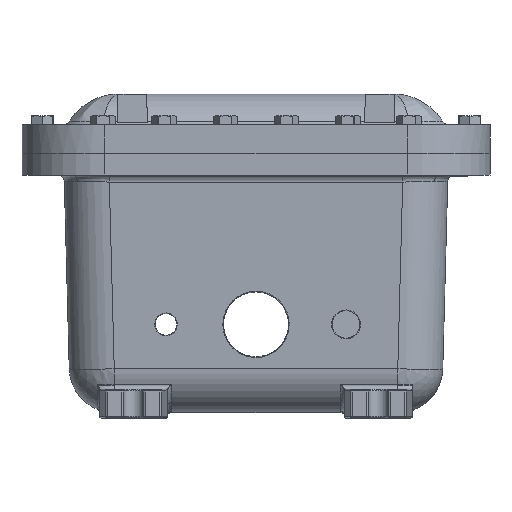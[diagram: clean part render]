
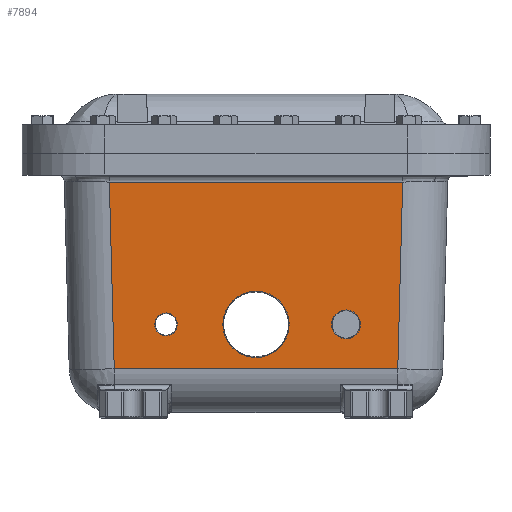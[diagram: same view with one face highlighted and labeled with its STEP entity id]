
A CAD part, front view. The second image highlights one B-rep face of the part: STEP entity #7894.
In plain terms, the highlighted face is planar.
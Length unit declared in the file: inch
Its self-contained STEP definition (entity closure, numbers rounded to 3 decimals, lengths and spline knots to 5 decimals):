
#41 = VECTOR ( 'NONE', #7306, 39.37008 ) ;
#168 = CARTESIAN_POINT ( 'NONE',  ( -12.48512, -4.92316, -7.4784 ) ) ;
#253 = DIRECTION ( 'NONE',  ( 0.026, -0.026, -0.999 ) ) ;
#326 = VERTEX_POINT ( 'NONE', #16771 ) ;
#385 =( BOUNDED_CURVE ( )  B_SPLINE_CURVE ( 3, ( #11802, #562, #14263, #760 ),
 .UNSPECIFIED., .F., .F. ) 
 B_SPLINE_CURVE_WITH_KNOTS ( ( 4, 4 ),
 ( 3.14159, 6.28319 ),
 .UNSPECIFIED. ) 
 CURVE ( )  GEOMETRIC_REPRESENTATION_ITEM ( )  RATIONAL_B_SPLINE_CURVE ( ( 1., 0.333, 0.333, 1. ) ) 
 REPRESENTATION_ITEM ( '' )  );
#562 = CARTESIAN_POINT ( 'NONE',  ( -12.51239, -4.12538, -6.4373 ) ) ;
#701 = ORIENTED_EDGE ( 'NONE', *, *, #24501, .F. ) ;
#751 = VERTEX_POINT ( 'NONE', #20863 ) ;
#760 = CARTESIAN_POINT ( 'NONE',  ( -12.53858, -3.125, -5.43692 ) ) ;
#1748 = DIRECTION ( 'NONE',  ( -1., 0., -0.026 ) ) ;
#2687 = EDGE_CURVE ( 'NONE', #6636, #26849, #23989, .T. ) ;
#2804 = VERTEX_POINT ( 'NONE', #19290 ) ;
#3593 = VERTEX_POINT ( 'NONE', #8630 ) ;
#4079 = EDGE_LOOP ( 'NONE', ( #25512, #10506, #5929, #19919 ) ) ;
#4278 = CARTESIAN_POINT ( 'NONE',  ( -12.53584, 3.125, -5.54165 ) ) ;
#4575 = EDGE_CURVE ( 'NONE', #26849, #7294, #27416, .T. ) ;
#4605 = EDGE_LOOP ( 'NONE', ( #10338, #11928 ) ) ;
#5703 = EDGE_CURVE ( 'NONE', #326, #751, #10682, .T. ) ;
#5929 = ORIENTED_EDGE ( 'NONE', *, *, #19435, .T. ) ;
#6422 = CARTESIAN_POINT ( 'NONE',  ( -12.65494, 6.6875, -0.99346 ) ) ;
#6495 = CARTESIAN_POINT ( 'NONE',  ( -12.53584, 3.125, -5.54165 ) ) ;
#6507 = CARTESIAN_POINT ( 'NONE',  ( -12.53858, -3.125, -5.43692 ) ) ;
#6636 = VERTEX_POINT ( 'NONE', #21415 ) ;
#6779 = EDGE_CURVE ( 'NONE', #8962, #2804, #18420, .T. ) ;
#7269 = VERTEX_POINT ( 'NONE', #26596 ) ;
#7294 = VERTEX_POINT ( 'NONE', #15353 ) ;
#7306 = DIRECTION ( 'NONE',  ( 0., -1., 0. ) ) ;
#7528 = FACE_OUTER_BOUND ( 'NONE', #4079, .T. ) ;
#7894 = ADVANCED_FACE ( 'NONE', ( #13504, #14224, #25508, #7528 ), #15226, .T. ) ;
#8340 = CARTESIAN_POINT ( 'NONE',  ( -12.6875, 6.6875, 0.25 ) ) ;
#8519 = CARTESIAN_POINT ( 'NONE',  ( -12.51513, 3.91608, -6.33273 ) ) ;
#8630 = CARTESIAN_POINT ( 'NONE',  ( -12.53858, -3.125, -5.43692 ) ) ;
#8962 = VERTEX_POINT ( 'NONE', #6495 ) ;
#10338 = ORIENTED_EDGE ( 'NONE', *, *, #6779, .F. ) ;
#10506 = ORIENTED_EDGE ( 'NONE', *, *, #12357, .T. ) ;
#10671 =( BOUNDED_CURVE ( )  B_SPLINE_CURVE ( 3, ( #26742, #19918, #17770, #4278 ),
 .UNSPECIFIED., .F., .F. ) 
 B_SPLINE_CURVE_WITH_KNOTS ( ( 4, 4 ),
 ( 3.14159, 6.28319 ),
 .UNSPECIFIED. ) 
 CURVE ( )  GEOMETRIC_REPRESENTATION_ITEM ( )  RATIONAL_B_SPLINE_CURVE ( ( 1., 0.333, 0.333, 1. ) ) 
 REPRESENTATION_ITEM ( '' )  );
#10682 =( BOUNDED_CURVE ( )  B_SPLINE_CURVE ( 3, ( #10767, #24242, #28775, #15274 ),
 .UNSPECIFIED., .F., .F. ) 
 B_SPLINE_CURVE_WITH_KNOTS ( ( 4, 4 ),
 ( 3.14159, 6.28319 ),
 .UNSPECIFIED. ) 
 CURVE ( )  GEOMETRIC_REPRESENTATION_ITEM ( )  RATIONAL_B_SPLINE_CURVE ( ( 1., 0.333, 0.333, 1. ) ) 
 REPRESENTATION_ITEM ( '' )  );
#10767 = CARTESIAN_POINT ( 'NONE',  ( -12.4954, 0., -7.08619 ) ) ;
#10960 = LINE ( 'NONE', #24982, #26810 ) ;
#11578 = CARTESIAN_POINT ( 'NONE',  ( -12.65494, 5.09297, -0.99346 ) ) ;
#11802 = CARTESIAN_POINT ( 'NONE',  ( -12.51239, -3.125, -6.4373 ) ) ;
#11927 = ORIENTED_EDGE ( 'NONE', *, *, #5703, .F. ) ;
#11928 = ORIENTED_EDGE ( 'NONE', *, *, #24719, .F. ) ;
#12357 = EDGE_CURVE ( 'NONE', #7294, #17753, #23919, .T. ) ;
#13307 = CARTESIAN_POINT ( 'NONE',  ( -12.51239, -2.12462, -6.4373 ) ) ;
#13504 = FACE_BOUND ( 'NONE', #21214, .T. ) ;
#13763 = EDGE_LOOP ( 'NONE', ( #21562, #11927 ) ) ;
#14164 = CARTESIAN_POINT ( 'NONE',  ( -12.4954, 0., -7.08619 ) ) ;
#14224 = FACE_BOUND ( 'NONE', #4605, .T. ) ;
#14263 = CARTESIAN_POINT ( 'NONE',  ( -12.53858, -4.12538, -5.43692 ) ) ;
#15215 = CARTESIAN_POINT ( 'NONE',  ( -12.53584, 3.91608, -5.54165 ) ) ;
#15226 = PLANE ( 'NONE',  #22049 ) ;
#15274 = CARTESIAN_POINT ( 'NONE',  ( -12.5556, 0., -4.78701 ) ) ;
#15353 = CARTESIAN_POINT ( 'NONE',  ( -12.65494, -5.09297, -0.99346 ) ) ;
#15490 = DIRECTION ( 'NONE',  ( 0., 1., 0. ) ) ;
#16771 = CARTESIAN_POINT ( 'NONE',  ( -12.4954, 0., -7.08619 ) ) ;
#17475 = CARTESIAN_POINT ( 'NONE',  ( -12.53584, 3.125, -5.54165 ) ) ;
#17486 = DIRECTION ( 'NONE',  ( -0.026, 0., 1. ) ) ;
#17753 = VERTEX_POINT ( 'NONE', #11578 ) ;
#17770 = CARTESIAN_POINT ( 'NONE',  ( -12.53584, 2.33392, -5.54165 ) ) ;
#18318 = ORIENTED_EDGE ( 'NONE', *, *, #22230, .F. ) ;
#18420 =( BOUNDED_CURVE ( )  B_SPLINE_CURVE ( 3, ( #17475, #15215, #8519, #24275 ),
 .UNSPECIFIED., .F., .F. ) 
 B_SPLINE_CURVE_WITH_KNOTS ( ( 4, 4 ),
 ( 0., 3.14159 ),
 .UNSPECIFIED. ) 
 CURVE ( )  GEOMETRIC_REPRESENTATION_ITEM ( )  RATIONAL_B_SPLINE_CURVE ( ( 1., 0.333, 0.333, 1. ) ) 
 REPRESENTATION_ITEM ( '' )  );
#19290 = CARTESIAN_POINT ( 'NONE',  ( -12.51513, 3.125, -6.33273 ) ) ;
#19435 = EDGE_CURVE ( 'NONE', #17753, #6636, #10960, .T. ) ;
#19544 = DIRECTION ( 'NONE',  ( -0.026, -0.026, 0.999 ) ) ;
#19918 = CARTESIAN_POINT ( 'NONE',  ( -12.51513, 2.33392, -6.33273 ) ) ;
#19919 = ORIENTED_EDGE ( 'NONE', *, *, #2687, .T. ) ;
#20745 = CARTESIAN_POINT ( 'NONE',  ( -12.5556, 2.29918, -4.78701 ) ) ;
#20863 = CARTESIAN_POINT ( 'NONE',  ( -12.5556, 0., -4.78701 ) ) ;
#20887 =( BOUNDED_CURVE ( )  B_SPLINE_CURVE ( 3, ( #25205, #20745, #27661, #14164 ),
 .UNSPECIFIED., .F., .T. ) 
 B_SPLINE_CURVE_WITH_KNOTS ( ( 4, 4 ),
 ( 0., 3.14159 ),
 .UNSPECIFIED. ) 
 CURVE ( )  GEOMETRIC_REPRESENTATION_ITEM ( )  RATIONAL_B_SPLINE_CURVE ( ( 1., 0.333, 0.333, 1. ) ) 
 REPRESENTATION_ITEM ( '' )  );
#21214 = EDGE_LOOP ( 'NONE', ( #18318, #701 ) ) ;
#21415 = CARTESIAN_POINT ( 'NONE',  ( -12.48512, 4.92316, -7.4784 ) ) ;
#21562 = ORIENTED_EDGE ( 'NONE', *, *, #29091, .F. ) ;
#22049 = AXIS2_PLACEMENT_3D ( 'NONE', #8340, #1748, #17486 ) ;
#22230 = EDGE_CURVE ( 'NONE', #3593, #7269, #28496, .T. ) ;
#22285 = CARTESIAN_POINT ( 'NONE',  ( -12.53858, -2.12462, -5.43692 ) ) ;
#23211 = VECTOR ( 'NONE', #15490, 39.37008 ) ;
#23919 = LINE ( 'NONE', #6422, #23211 ) ;
#23989 = LINE ( 'NONE', #27601, #41 ) ;
#24104 = CARTESIAN_POINT ( 'NONE',  ( -12.67941, -5.11745, -0.05891 ) ) ;
#24242 = CARTESIAN_POINT ( 'NONE',  ( -12.4954, -2.29918, -7.08619 ) ) ;
#24275 = CARTESIAN_POINT ( 'NONE',  ( -12.51513, 3.125, -6.33273 ) ) ;
#24501 = EDGE_CURVE ( 'NONE', #7269, #3593, #385, .T. ) ;
#24719 = EDGE_CURVE ( 'NONE', #2804, #8962, #10671, .T. ) ;
#24982 = CARTESIAN_POINT ( 'NONE',  ( -12.48619, 4.92423, -7.43756 ) ) ;
#25205 = CARTESIAN_POINT ( 'NONE',  ( -12.5556, 0., -4.78701 ) ) ;
#25508 = FACE_BOUND ( 'NONE', #13763, .T. ) ;
#25512 = ORIENTED_EDGE ( 'NONE', *, *, #4575, .T. ) ;
#26010 = VECTOR ( 'NONE', #19544, 39.37008 ) ;
#26596 = CARTESIAN_POINT ( 'NONE',  ( -12.51239, -3.125, -6.4373 ) ) ;
#26742 = CARTESIAN_POINT ( 'NONE',  ( -12.51513, 3.125, -6.33273 ) ) ;
#26810 = VECTOR ( 'NONE', #253, 39.37008 ) ;
#26849 = VERTEX_POINT ( 'NONE', #168 ) ;
#27416 = LINE ( 'NONE', #24104, #26010 ) ;
#27601 = CARTESIAN_POINT ( 'NONE',  ( -12.48512, 6.6875, -7.4784 ) ) ;
#27661 = CARTESIAN_POINT ( 'NONE',  ( -12.4954, 2.29918, -7.08619 ) ) ;
#28496 =( BOUNDED_CURVE ( )  B_SPLINE_CURVE ( 3, ( #6507, #22285, #13307, #29068 ),
 .UNSPECIFIED., .F., .F. ) 
 B_SPLINE_CURVE_WITH_KNOTS ( ( 4, 4 ),
 ( 0., 3.14159 ),
 .UNSPECIFIED. ) 
 CURVE ( )  GEOMETRIC_REPRESENTATION_ITEM ( )  RATIONAL_B_SPLINE_CURVE ( ( 1., 0.333, 0.333, 1. ) ) 
 REPRESENTATION_ITEM ( '' )  );
#28775 = CARTESIAN_POINT ( 'NONE',  ( -12.5556, -2.29918, -4.78701 ) ) ;
#29068 = CARTESIAN_POINT ( 'NONE',  ( -12.51239, -3.125, -6.4373 ) ) ;
#29091 = EDGE_CURVE ( 'NONE', #751, #326, #20887, .T. ) ;
